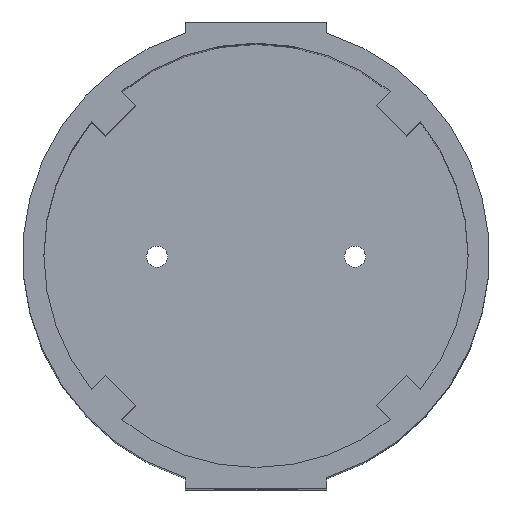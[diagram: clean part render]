
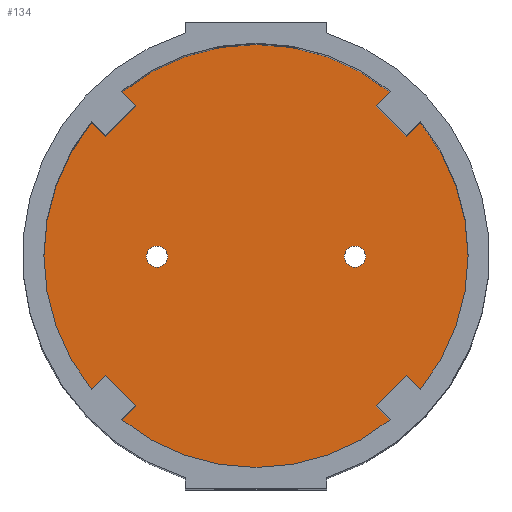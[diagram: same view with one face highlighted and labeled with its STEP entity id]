
A CAD part, top view. The second image highlights one B-rep face of the part: STEP entity #134.
In plain terms, the highlighted planar face has unit normal (0, 0, 1).
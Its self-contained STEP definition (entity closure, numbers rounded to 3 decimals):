
#134=ADVANCED_FACE('',(#455,#457,#459),#461,.F.);
#455=FACE_BOUND('',#456,.T.);
#456=EDGE_LOOP('',(#731,#732,#733,#734,#735,#736,#737,#738,#739,#740,#741,#742,#743,
#744,#745,#746));
#457=FACE_BOUND('',#458,.T.);
#458=EDGE_LOOP('',(#747));
#459=FACE_BOUND('',#460,.T.);
#460=EDGE_LOOP('',(#748));
#461=PLANE('',#462);
#462=AXIS2_PLACEMENT_3D('',#463,#464,#465);
#463=CARTESIAN_POINT('',(0.,0.,0.));
#464=DIRECTION('',(0.,0.,-1.));
#465=DIRECTION('',(-1.,0.,0.));
#731=ORIENTED_EDGE('',*,*,#913,.F.);
#732=ORIENTED_EDGE('',*,*,#914,.F.);
#733=ORIENTED_EDGE('',*,*,#887,.F.);
#734=ORIENTED_EDGE('',*,*,#870,.T.);
#735=ORIENTED_EDGE('',*,*,#911,.F.);
#736=ORIENTED_EDGE('',*,*,#915,.F.);
#737=ORIENTED_EDGE('',*,*,#916,.F.);
#738=ORIENTED_EDGE('',*,*,#917,.T.);
#739=ORIENTED_EDGE('',*,*,#918,.F.);
#740=ORIENTED_EDGE('',*,*,#919,.F.);
#741=ORIENTED_EDGE('',*,*,#920,.F.);
#742=ORIENTED_EDGE('',*,*,#921,.T.);
#743=ORIENTED_EDGE('',*,*,#922,.F.);
#744=ORIENTED_EDGE('',*,*,#923,.F.);
#745=ORIENTED_EDGE('',*,*,#924,.F.);
#746=ORIENTED_EDGE('',*,*,#925,.T.);
#747=ORIENTED_EDGE('',*,*,#926,.T.);
#748=ORIENTED_EDGE('',*,*,#927,.T.);
#870=EDGE_CURVE('',#968,#972,#974,.T.);
#887=EDGE_CURVE('',#968,#1003,#1004,.F.);
#911=EDGE_CURVE('',#1048,#972,#1049,.F.);
#913=EDGE_CURVE('',#1051,#1052,#1053,.F.);
#914=EDGE_CURVE('',#1003,#1051,#1054,.F.);
#915=EDGE_CURVE('',#1055,#1048,#1056,.F.);
#916=EDGE_CURVE('',#1057,#1055,#1058,.F.);
#917=EDGE_CURVE('',#1057,#1059,#1060,.T.);
#918=EDGE_CURVE('',#1061,#1059,#1062,.F.);
#919=EDGE_CURVE('',#1063,#1061,#1064,.F.);
#920=EDGE_CURVE('',#1065,#1063,#1066,.F.);
#921=EDGE_CURVE('',#1065,#1067,#1068,.T.);
#922=EDGE_CURVE('',#1069,#1067,#1070,.F.);
#923=EDGE_CURVE('',#1071,#1069,#1072,.F.);
#924=EDGE_CURVE('',#1073,#1071,#1074,.F.);
#925=EDGE_CURVE('',#1073,#1052,#1075,.T.);
#926=EDGE_CURVE('',#1076,#1076,#1077,.T.);
#927=EDGE_CURVE('',#1078,#1078,#1079,.T.);
#968=VERTEX_POINT('',#1136);
#972=VERTEX_POINT('',#1145);
#974=CIRCLE('',#1149,30.);
#1003=VERTEX_POINT('',#1215);
#1004=LINE('',#1216,#1217);
#1048=VERTEX_POINT('',#1313);
#1049=LINE('',#1314,#1315);
#1051=VERTEX_POINT('',#1320);
#1052=VERTEX_POINT('',#1321);
#1053=LINE('',#1322,#1323);
#1054=LINE('',#1325,#1326);
#1055=VERTEX_POINT('',#1328);
#1056=LINE('',#1329,#1330);
#1057=VERTEX_POINT('',#1332);
#1058=LINE('',#1333,#1334);
#1059=VERTEX_POINT('',#1336);
#1060=CIRCLE('',#1337,30.);
#1061=VERTEX_POINT('',#1341);
#1062=LINE('',#1342,#1343);
#1063=VERTEX_POINT('',#1345);
#1064=LINE('',#1346,#1347);
#1065=VERTEX_POINT('',#1349);
#1066=LINE('',#1350,#1351);
#1067=VERTEX_POINT('',#1353);
#1068=CIRCLE('',#1354,30.);
#1069=VERTEX_POINT('',#1358);
#1070=LINE('',#1359,#1360);
#1071=VERTEX_POINT('',#1362);
#1072=LINE('',#1363,#1364);
#1073=VERTEX_POINT('',#1366);
#1074=LINE('',#1367,#1368);
#1075=CIRCLE('',#1370,30.);
#1076=VERTEX_POINT('',#1374);
#1077=CIRCLE('',#1375,1.5);
#1078=VERTEX_POINT('',#1379);
#1079=CIRCLE('',#1380,1.5);
#1136=CARTESIAN_POINT('',(-18.986,-23.228,0.));
#1145=CARTESIAN_POINT('',(18.986,-23.228,0.));
#1149=AXIS2_PLACEMENT_3D('',#1150,#1151,#1152);
#1150=CARTESIAN_POINT('',(0.,0.,0.));
#1151=DIRECTION('',(0.,0.,1.));
#1152=DIRECTION('',(-0.633,-0.774,0.));
#1215=CARTESIAN_POINT('',(-16.971,-21.213,0.));
#1216=CARTESIAN_POINT('',(-16.971,-21.213,0.));
#1217=VECTOR('',#1218,1.);
#1218=DIRECTION('',(-0.707,-0.707,0.));
#1313=CARTESIAN_POINT('',(16.971,-21.213,0.));
#1314=CARTESIAN_POINT('',(18.986,-23.228,0.));
#1315=VECTOR('',#1316,1.);
#1316=DIRECTION('',(-0.707,0.707,0.));
#1320=CARTESIAN_POINT('',(-21.213,-16.971,0.));
#1321=CARTESIAN_POINT('',(-23.228,-18.986,0.));
#1322=CARTESIAN_POINT('',(-23.228,-18.986,0.));
#1323=VECTOR('',#1324,1.);
#1324=DIRECTION('',(0.707,0.707,0.));
#1325=CARTESIAN_POINT('',(-21.213,-16.971,0.));
#1326=VECTOR('',#1327,1.);
#1327=DIRECTION('',(0.707,-0.707,0.));
#1328=CARTESIAN_POINT('',(21.213,-16.971,0.));
#1329=CARTESIAN_POINT('',(16.971,-21.213,0.));
#1330=VECTOR('',#1331,1.);
#1331=DIRECTION('',(0.707,0.707,0.));
#1332=CARTESIAN_POINT('',(23.228,-18.986,0.));
#1333=CARTESIAN_POINT('',(21.213,-16.971,0.));
#1334=VECTOR('',#1335,1.);
#1335=DIRECTION('',(0.707,-0.707,0.));
#1336=CARTESIAN_POINT('',(23.228,18.986,0.));
#1337=AXIS2_PLACEMENT_3D('',#1338,#1339,#1340);
#1338=CARTESIAN_POINT('',(0.,0.,0.));
#1339=DIRECTION('',(0.,0.,1.));
#1340=DIRECTION('',(0.774,-0.633,0.));
#1341=CARTESIAN_POINT('',(21.213,16.971,0.));
#1342=CARTESIAN_POINT('',(23.228,18.986,0.));
#1343=VECTOR('',#1344,1.);
#1344=DIRECTION('',(-0.707,-0.707,0.));
#1345=CARTESIAN_POINT('',(16.971,21.213,0.));
#1346=CARTESIAN_POINT('',(21.213,16.971,0.));
#1347=VECTOR('',#1348,1.);
#1348=DIRECTION('',(-0.707,0.707,0.));
#1349=CARTESIAN_POINT('',(18.986,23.228,0.));
#1350=CARTESIAN_POINT('',(16.971,21.213,0.));
#1351=VECTOR('',#1352,1.);
#1352=DIRECTION('',(0.707,0.707,0.));
#1353=CARTESIAN_POINT('',(-18.986,23.228,0.));
#1354=AXIS2_PLACEMENT_3D('',#1355,#1356,#1357);
#1355=CARTESIAN_POINT('',(0.,0.,0.));
#1356=DIRECTION('',(0.,0.,1.));
#1357=DIRECTION('',(0.633,0.774,0.));
#1358=CARTESIAN_POINT('',(-16.971,21.213,0.));
#1359=CARTESIAN_POINT('',(-18.986,23.228,0.));
#1360=VECTOR('',#1361,1.);
#1361=DIRECTION('',(0.707,-0.707,0.));
#1362=CARTESIAN_POINT('',(-21.213,16.971,0.));
#1363=CARTESIAN_POINT('',(-16.971,21.213,0.));
#1364=VECTOR('',#1365,1.);
#1365=DIRECTION('',(-0.707,-0.707,0.));
#1366=CARTESIAN_POINT('',(-23.228,18.986,0.));
#1367=CARTESIAN_POINT('',(-21.213,16.971,0.));
#1368=VECTOR('',#1369,1.);
#1369=DIRECTION('',(-0.707,0.707,0.));
#1370=AXIS2_PLACEMENT_3D('',#1371,#1372,#1373);
#1371=CARTESIAN_POINT('',(0.,0.,0.));
#1372=DIRECTION('',(0.,0.,1.));
#1373=DIRECTION('',(-0.774,0.633,0.));
#1374=CARTESIAN_POINT('',(14.,1.5,0.));
#1375=AXIS2_PLACEMENT_3D('',#1376,#1377,#1378);
#1376=CARTESIAN_POINT('',(14.,0.,0.));
#1377=DIRECTION('',(0.,0.,-1.));
#1378=DIRECTION('',(0.,1.,0.));
#1379=CARTESIAN_POINT('',(-14.,1.5,0.));
#1380=AXIS2_PLACEMENT_3D('',#1381,#1382,#1383);
#1381=CARTESIAN_POINT('',(-14.,0.,0.));
#1382=DIRECTION('',(0.,0.,-1.));
#1383=DIRECTION('',(0.,1.,0.));
